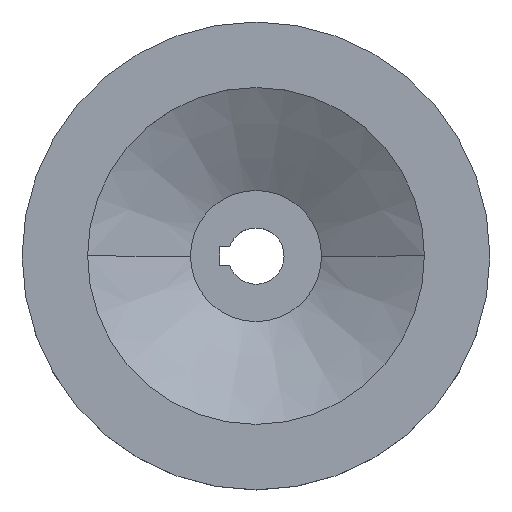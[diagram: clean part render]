
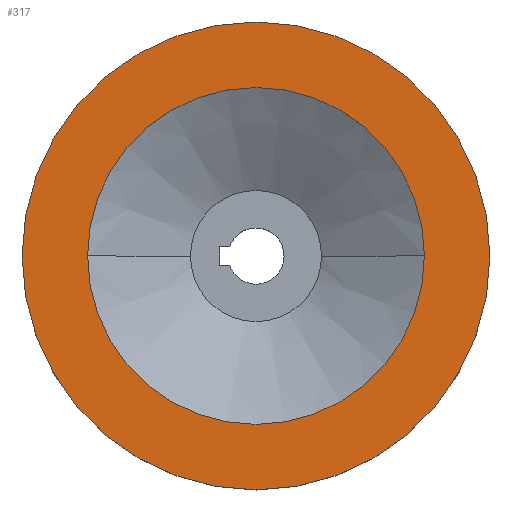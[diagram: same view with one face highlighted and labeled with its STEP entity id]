
A CAD part, top view. The second image highlights one B-rep face of the part: STEP entity #317.
In plain terms, the highlighted planar face has unit normal (0, 0, 1).
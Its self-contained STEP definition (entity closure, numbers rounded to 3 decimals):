
#139=VERTEX_POINT('',#363);
#177=EDGE_CURVE('',#139,#207,#405,.T.);
#179=EDGE_CURVE('',#321,#265,#407,.T.);
#207=VERTEX_POINT('',#439);
#223=EDGE_CURVE('',#265,#321,#455,.T.);
#243=EDGE_CURVE('',#207,#139,#477,.T.);
#265=VERTEX_POINT('',#501);
#317=ADVANCED_FACE('',(#561,#562),#563,.T.);
#321=VERTEX_POINT('',#567);
#363=CARTESIAN_POINT('',(36.,0.,30.0));
#405=CIRCLE('',#666,36.0);
#407=CIRCLE('',#669,50.0);
#439=CARTESIAN_POINT('',(-36.0,0.,30.0));
#455=CIRCLE('',#737,50.0);
#477=CIRCLE('',#766,36.0);
#501=CARTESIAN_POINT('',(50.,0.,30.0));
#561=FACE_OUTER_BOUND('',#872,.T.);
#562=FACE_BOUND('',#873,.T.);
#563=PLANE('',#874);
#567=CARTESIAN_POINT('',(-50.0,0.,30.0));
#666=AXIS2_PLACEMENT_3D('',#970,#971,#972);
#669=AXIS2_PLACEMENT_3D('',#973,#974,#975);
#737=AXIS2_PLACEMENT_3D('',#1016,#1017,#1018);
#766=AXIS2_PLACEMENT_3D('',#1038,#1039,#1040);
#872=EDGE_LOOP('',(#1153,#1154));
#873=EDGE_LOOP('',(#1155,#1156));
#874=AXIS2_PLACEMENT_3D('',#1157,#1158,#1159);
#970=CARTESIAN_POINT('',(0.,0.,30.0));
#971=DIRECTION('',(-0.0,0.0,-1.0));
#972=DIRECTION('',(-1.0,0.,0.0));
#973=CARTESIAN_POINT('',(0.,0.,30.0));
#974=DIRECTION('',(-0.0,0.0,-1.0));
#975=DIRECTION('',(-1.0,0.,0.0));
#1016=CARTESIAN_POINT('',(0.,0.,30.0));
#1017=DIRECTION('',(-0.0,0.0,-1.0));
#1018=DIRECTION('',(-1.0,0.,0.0));
#1038=CARTESIAN_POINT('',(0.,0.,30.0));
#1039=DIRECTION('',(-0.0,0.0,-1.0));
#1040=DIRECTION('',(-1.0,0.,0.0));
#1153=ORIENTED_EDGE('',*,*,#179,.F.);
#1154=ORIENTED_EDGE('',*,*,#223,.F.);
#1155=ORIENTED_EDGE('',*,*,#243,.T.);
#1156=ORIENTED_EDGE('',*,*,#177,.T.);
#1157=CARTESIAN_POINT('',(-43.0,0.,30.0));
#1158=DIRECTION('',(0.0,0.0,1.0));
#1159=DIRECTION('',(-1.0,0.,0.0));
